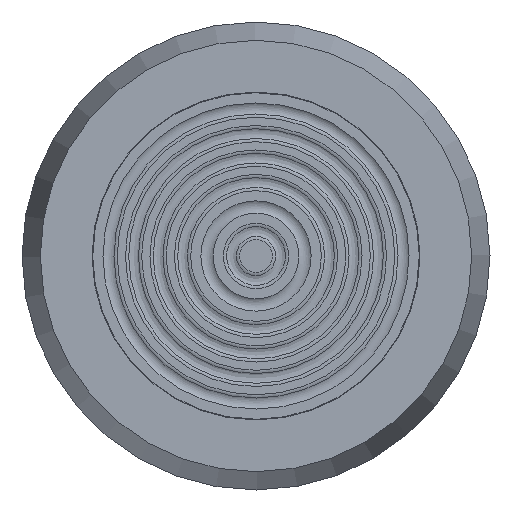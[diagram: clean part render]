
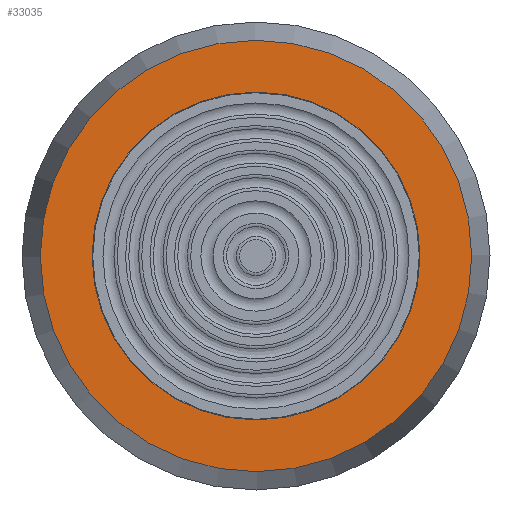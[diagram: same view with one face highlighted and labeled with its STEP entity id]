
A CAD part, left-side view. The second image highlights one B-rep face of the part: STEP entity #33035.
In plain terms, the highlighted planar face has unit normal (-1, 0, 0).
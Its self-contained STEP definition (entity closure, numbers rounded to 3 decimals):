
#823=FACE_BOUND('',#5533,.T.);
#1854=PLANE('',#35297);
#3609=FACE_OUTER_BOUND('',#5532,.T.);
#5532=EDGE_LOOP('',(#30865));
#5533=EDGE_LOOP('',(#30866));
#6268=CIRCLE('',#35288,24.);
#6273=CIRCLE('',#35298,31.571);
#16493=VERTEX_POINT('',#93518);
#16495=VERTEX_POINT('',#93531);
#21293=EDGE_CURVE('',#16493,#16493,#6268,.T.);
#21299=EDGE_CURVE('',#16495,#16495,#6273,.T.);
#30865=ORIENTED_EDGE('',*,*,#21299,.F.);
#30866=ORIENTED_EDGE('',*,*,#21293,.T.);
#33035=ADVANCED_FACE('',(#3609,#823),#1854,.T.);
#35288=AXIS2_PLACEMENT_3D('',#93519,#42641,#42642);
#35297=AXIS2_PLACEMENT_3D('',#93530,#42660,#42661);
#35298=AXIS2_PLACEMENT_3D('',#93532,#42662,#42663);
#42641=DIRECTION('center_axis',(1.,0.,0.));
#42642=DIRECTION('ref_axis',(0.,1.,0.));
#42660=DIRECTION('center_axis',(-1.,0.,0.));
#42661=DIRECTION('ref_axis',(0.,0.,1.));
#42662=DIRECTION('center_axis',(1.,0.,0.));
#42663=DIRECTION('ref_axis',(0.,0.,-1.));
#93518=CARTESIAN_POINT('',(-31.,-24.,0.));
#93519=CARTESIAN_POINT('Origin',(-31.,0.,0.));
#93530=CARTESIAN_POINT('Origin',(-31.,31.571,0.));
#93531=CARTESIAN_POINT('',(-31.,-31.571,0.));
#93532=CARTESIAN_POINT('Origin',(-31.,0.,0.));
